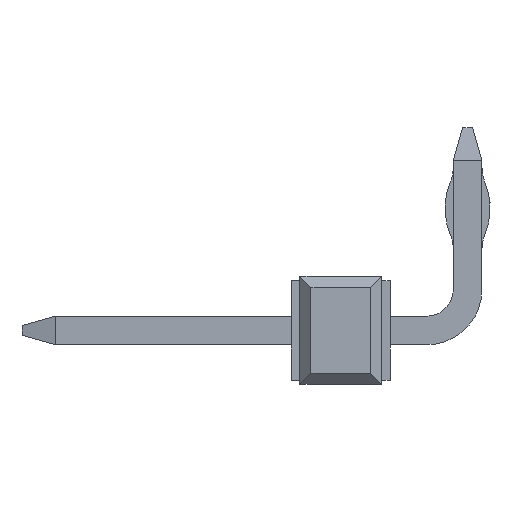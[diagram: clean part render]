
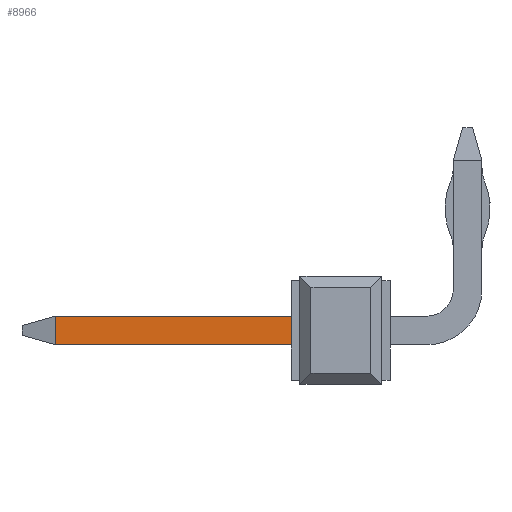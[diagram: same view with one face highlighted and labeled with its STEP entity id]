
A CAD part, left-side view. The second image highlights one B-rep face of the part: STEP entity #8966.
In plain terms, the highlighted planar face has unit normal (-1, 0, 0).
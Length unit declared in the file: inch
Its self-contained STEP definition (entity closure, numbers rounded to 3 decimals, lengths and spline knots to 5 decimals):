
#3053=DIRECTION('',(0.,0.,-1.));
#3054=VECTOR('',#3053,0.026);
#3055=CARTESIAN_POINT('',(-0.363,0.259,0.013));
#3056=LINE('',#3055,#3054);
#3057=DIRECTION('',(0.,-1.,0.));
#3058=VECTOR('',#3057,0.214);
#3059=CARTESIAN_POINT('',(-0.363,0.259,0.013));
#3060=LINE('',#3059,#3058);
#3061=DIRECTION('',(0.,1.,0.));
#3062=VECTOR('',#3061,0.214);
#3063=CARTESIAN_POINT('',(-0.363,0.045,-0.013));
#3064=LINE('',#3063,#3062);
#3249=DIRECTION('',(0.,0.,-1.));
#3250=VECTOR('',#3249,0.026);
#3251=CARTESIAN_POINT('',(-0.363,0.045,0.013));
#3252=LINE('',#3251,#3250);
#4269=CARTESIAN_POINT('',(-0.363,0.045,0.013));
#4270=CARTESIAN_POINT('',(-0.363,0.045,-0.013));
#4271=VERTEX_POINT('',#4269);
#4272=VERTEX_POINT('',#4270);
#4354=CARTESIAN_POINT('',(-0.363,0.259,0.013));
#4356=VERTEX_POINT('',#4354);
#4370=CARTESIAN_POINT('',(-0.363,0.259,-0.013));
#4372=VERTEX_POINT('',#4370);
#8951=CARTESIAN_POINT('',(-0.363,0.,0.));
#8952=DIRECTION('',(1.,0.,0.));
#8953=DIRECTION('',(0.,0.,-1.));
#8954=AXIS2_PLACEMENT_3D('',#8951,#8952,#8953);
#8955=PLANE('',#8954);
#8957=ORIENTED_EDGE('',*,*,#8956,.F.);
#8959=ORIENTED_EDGE('',*,*,#8958,.T.);
#8961=ORIENTED_EDGE('',*,*,#8960,.T.);
#8963=ORIENTED_EDGE('',*,*,#8962,.T.);
#8964=EDGE_LOOP('',(#8957,#8959,#8961,#8963));
#8965=FACE_OUTER_BOUND('',#8964,.F.);
#8966=ADVANCED_FACE('',(#8965),#8955,.F.);
#8956=EDGE_CURVE('',#4356,#4372,#3056,.T.);
#8958=EDGE_CURVE('',#4356,#4271,#3060,.T.);
#8960=EDGE_CURVE('',#4271,#4272,#3252,.T.);
#8962=EDGE_CURVE('',#4272,#4372,#3064,.T.);
